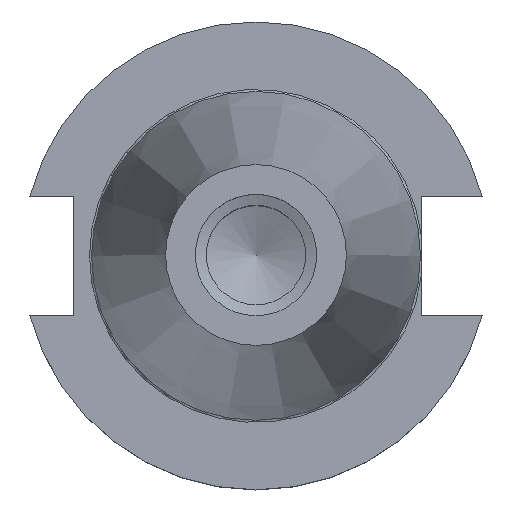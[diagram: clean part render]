
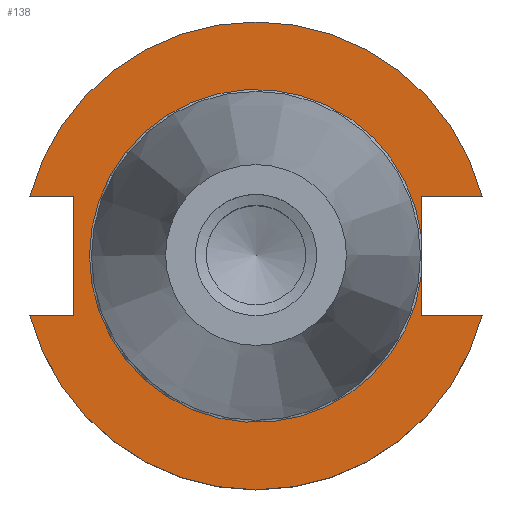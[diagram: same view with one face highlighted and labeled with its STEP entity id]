
A CAD part, top view. The second image highlights one B-rep face of the part: STEP entity #138.
In plain terms, the highlighted planar face has unit normal (0, 0, 1).
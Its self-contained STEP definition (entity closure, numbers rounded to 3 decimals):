
#101=CIRCLE('',#656,31.75);
#103=CIRCLE('',#659,31.75);
#107=CIRCLE('',#665,22.6);
#138=ADVANCED_FACE('',(#191),#174,.F.);
#174=PLANE('',#666);
#191=FACE_OUTER_BOUND('',#213,.T.);
#213=EDGE_LOOP('',(#280,#281,#282,#283,#284,#285,#286,#287,#288,#289));
#280=ORIENTED_EDGE('',*,*,#497,.F.);
#281=ORIENTED_EDGE('',*,*,#481,.F.);
#282=ORIENTED_EDGE('',*,*,#498,.T.);
#283=ORIENTED_EDGE('',*,*,#486,.T.);
#284=ORIENTED_EDGE('',*,*,#499,.F.);
#285=ORIENTED_EDGE('',*,*,#500,.T.);
#286=ORIENTED_EDGE('',*,*,#501,.T.);
#287=ORIENTED_EDGE('',*,*,#502,.T.);
#288=ORIENTED_EDGE('',*,*,#503,.T.);
#289=ORIENTED_EDGE('',*,*,#490,.F.);
#422=VERTEX_POINT('',#921);
#423=VERTEX_POINT('',#922);
#427=VERTEX_POINT('',#931);
#428=VERTEX_POINT('',#933);
#430=VERTEX_POINT('',#939);
#432=VERTEX_POINT('',#942);
#438=VERTEX_POINT('',#959);
#439=VERTEX_POINT('',#961);
#440=VERTEX_POINT('',#963);
#441=VERTEX_POINT('',#965);
#481=EDGE_CURVE('',#422,#423,#560,.T.);
#486=EDGE_CURVE('',#428,#427,#101,.T.);
#490=EDGE_CURVE('',#430,#432,#103,.T.);
#497=EDGE_CURVE('',#423,#430,#570,.T.);
#498=EDGE_CURVE('',#422,#428,#571,.T.);
#499=EDGE_CURVE('',#438,#427,#572,.T.);
#500=EDGE_CURVE('',#438,#439,#573,.T.);
#501=EDGE_CURVE('',#439,#440,#107,.T.);
#502=EDGE_CURVE('',#440,#441,#574,.T.);
#503=EDGE_CURVE('',#441,#432,#575,.T.);
#560=LINE('',#920,#597);
#570=LINE('',#956,#607);
#571=LINE('',#957,#608);
#572=LINE('',#958,#609);
#573=LINE('',#960,#610);
#574=LINE('',#964,#611);
#575=LINE('',#966,#612);
#597=VECTOR('',#735,1.);
#607=VECTOR('',#765,1.);
#608=VECTOR('',#766,1.);
#609=VECTOR('',#767,1.);
#610=VECTOR('',#768,1.);
#611=VECTOR('',#771,1.);
#612=VECTOR('',#772,1.);
#656=AXIS2_PLACEMENT_3D('',#932,#742,#743);
#659=AXIS2_PLACEMENT_3D('',#941,#750,#751);
#665=AXIS2_PLACEMENT_3D('',#962,#769,#770);
#666=AXIS2_PLACEMENT_3D('',#967,#773,#774);
#735=DIRECTION('',(0.,1.,0.));
#742=DIRECTION('',(0.,0.,1.));
#743=DIRECTION('',(-1.,0.,0.));
#750=DIRECTION('',(0.,0.,-1.));
#751=DIRECTION('',(-1.,0.,0.));
#765=DIRECTION('',(-1.,0.,0.));
#766=DIRECTION('',(-1.,0.,0.));
#767=DIRECTION('',(1.,0.,0.));
#768=DIRECTION('',(0.,1.,0.));
#769=DIRECTION('',(0.,0.,-1.));
#770=DIRECTION('',(-1.,0.,0.));
#771=DIRECTION('',(0.,1.,0.));
#772=DIRECTION('',(1.,0.,0.));
#773=DIRECTION('',(0.,0.,-1.));
#774=DIRECTION('',(-1.,0.,0.));
#920=CARTESIAN_POINT('',(-24.82,22.,-3.18));
#921=CARTESIAN_POINT('',(-24.82,-8.095,-3.18));
#922=CARTESIAN_POINT('',(-24.82,8.095,-3.18));
#931=CARTESIAN_POINT('',(30.701,-8.095,-3.18));
#932=CARTESIAN_POINT('',(0.,0.,-3.18));
#933=CARTESIAN_POINT('',(-30.701,-8.095,-3.18));
#939=CARTESIAN_POINT('',(-30.701,8.095,-3.18));
#941=CARTESIAN_POINT('',(0.,0.,-3.18));
#942=CARTESIAN_POINT('',(30.701,8.095,-3.18));
#956=CARTESIAN_POINT('',(0.,8.095,-3.18));
#957=CARTESIAN_POINT('',(-41.75,-8.095,-3.18));
#958=CARTESIAN_POINT('',(0.,-8.095,-3.18));
#959=CARTESIAN_POINT('',(22.42,-8.095,-3.18));
#960=CARTESIAN_POINT('',(22.42,22.,-3.18));
#961=CARTESIAN_POINT('',(22.42,-2.847,-3.18));
#962=CARTESIAN_POINT('',(0.,0.,-3.18));
#963=CARTESIAN_POINT('',(22.42,2.847,-3.18));
#964=CARTESIAN_POINT('',(22.42,22.,-3.18));
#965=CARTESIAN_POINT('',(22.42,8.095,-3.18));
#966=CARTESIAN_POINT('',(41.75,8.095,-3.18));
#967=CARTESIAN_POINT('',(0.,22.,-3.18));
